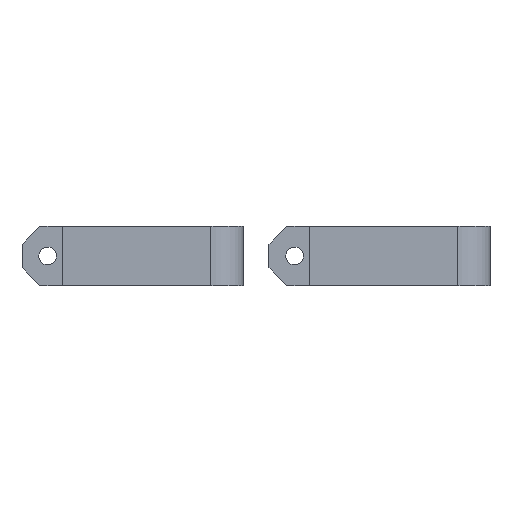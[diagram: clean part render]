
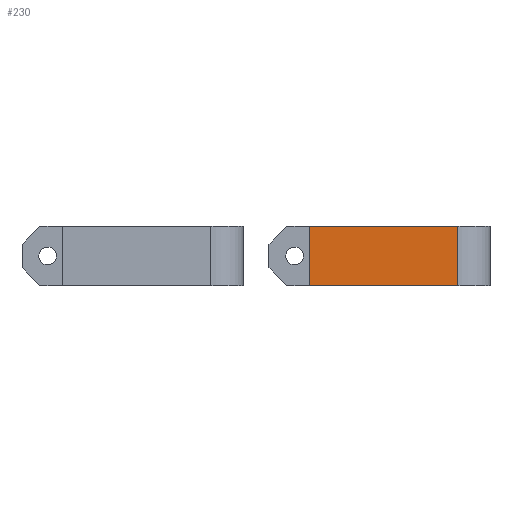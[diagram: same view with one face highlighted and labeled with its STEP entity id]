
A CAD part, front view. The second image highlights one B-rep face of the part: STEP entity #230.
In plain terms, the highlighted free-form (B-spline) face has degree [2, 1] with [3, 2] control points.
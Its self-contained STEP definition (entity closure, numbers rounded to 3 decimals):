
#230=ADVANCED_FACE('',(#440),#3548,.T.);
#440=FACE_OUTER_BOUND('',#666,.T.);
#666=EDGE_LOOP('',(#1624,#1625,#1626,#1627));
#1624=ORIENTED_EDGE('',*,*,#2308,.T.);
#1625=ORIENTED_EDGE('',*,*,#2309,.T.);
#1626=ORIENTED_EDGE('',*,*,#2310,.F.);
#1627=ORIENTED_EDGE('',*,*,#2311,.F.);
#2308=EDGE_CURVE('',#3296,#3297,#2894,.T.);
#2309=EDGE_CURVE('',#3297,#3298,#2895,.T.);
#2310=EDGE_CURVE('',#3299,#3298,#2896,.T.);
#2311=EDGE_CURVE('',#3296,#3299,#2897,.T.);
#2894=(
BOUNDED_CURVE()
B_SPLINE_CURVE(2,(#6696,#6697,#6698),.UNSPECIFIED.,.F.,.F.)
B_SPLINE_CURVE_WITH_KNOTS((3,3),(147.567,172.567),
 .UNSPECIFIED.)
CURVE()
GEOMETRIC_REPRESENTATION_ITEM()
RATIONAL_B_SPLINE_CURVE((1.,1.,1.))
REPRESENTATION_ITEM('')
);
#2895=(
BOUNDED_CURVE()
B_SPLINE_CURVE(1,(#6699,#6700),.UNSPECIFIED.,.F.,.F.)
B_SPLINE_CURVE_WITH_KNOTS((2,2),(0.,10.),.UNSPECIFIED.)
CURVE()
GEOMETRIC_REPRESENTATION_ITEM()
RATIONAL_B_SPLINE_CURVE((1.,1.))
REPRESENTATION_ITEM('')
);
#2896=(
BOUNDED_CURVE()
B_SPLINE_CURVE(2,(#6701,#6702,#6703),.UNSPECIFIED.,.F.,.F.)
B_SPLINE_CURVE_WITH_KNOTS((3,3),(147.567,172.567),
 .UNSPECIFIED.)
CURVE()
GEOMETRIC_REPRESENTATION_ITEM()
RATIONAL_B_SPLINE_CURVE((1.,1.,1.))
REPRESENTATION_ITEM('')
);
#2897=(
BOUNDED_CURVE()
B_SPLINE_CURVE(1,(#6704,#6705),.UNSPECIFIED.,.F.,.F.)
B_SPLINE_CURVE_WITH_KNOTS((2,2),(0.,10.),.UNSPECIFIED.)
CURVE()
GEOMETRIC_REPRESENTATION_ITEM()
RATIONAL_B_SPLINE_CURVE((1.,1.))
REPRESENTATION_ITEM('')
);
#3296=VERTEX_POINT('',#6658);
#3297=VERTEX_POINT('',#6659);
#3298=VERTEX_POINT('',#6660);
#3299=VERTEX_POINT('',#6661);
#3548=(
BOUNDED_SURFACE()
B_SPLINE_SURFACE(2,1,((#6520,#6521),(#6522,#6523),(#6524,#6525)),
 .UNSPECIFIED.,.F.,.F.,.F.)
B_SPLINE_SURFACE_WITH_KNOTS((3,3),(2,2),(147.567,172.567),
(0.,10.),.UNSPECIFIED.)
GEOMETRIC_REPRESENTATION_ITEM()
RATIONAL_B_SPLINE_SURFACE(((1.,1.),(1.,1.),(1.,1.)))
REPRESENTATION_ITEM('')
SURFACE()
);
#6520=CARTESIAN_POINT('',(-824.727,-292.604,0.));
#6521=CARTESIAN_POINT('',(-824.727,-292.604,10.));
#6522=CARTESIAN_POINT('',(-812.227,-292.604,0.));
#6523=CARTESIAN_POINT('',(-812.227,-292.604,10.));
#6524=CARTESIAN_POINT('',(-799.727,-292.604,0.));
#6525=CARTESIAN_POINT('',(-799.727,-292.604,10.));
#6658=CARTESIAN_POINT('',(-824.727,-292.604,0.));
#6659=CARTESIAN_POINT('',(-799.727,-292.604,0.));
#6660=CARTESIAN_POINT('',(-799.727,-292.604,10.));
#6661=CARTESIAN_POINT('',(-824.727,-292.604,10.));
#6696=CARTESIAN_POINT('',(-824.727,-292.604,0.));
#6697=CARTESIAN_POINT('',(-812.227,-292.604,0.));
#6698=CARTESIAN_POINT('',(-799.727,-292.604,0.));
#6699=CARTESIAN_POINT('',(-799.727,-292.604,0.));
#6700=CARTESIAN_POINT('',(-799.727,-292.604,10.));
#6701=CARTESIAN_POINT('',(-824.727,-292.604,10.));
#6702=CARTESIAN_POINT('',(-812.227,-292.604,10.));
#6703=CARTESIAN_POINT('',(-799.727,-292.604,10.));
#6704=CARTESIAN_POINT('',(-824.727,-292.604,0.));
#6705=CARTESIAN_POINT('',(-824.727,-292.604,10.));
